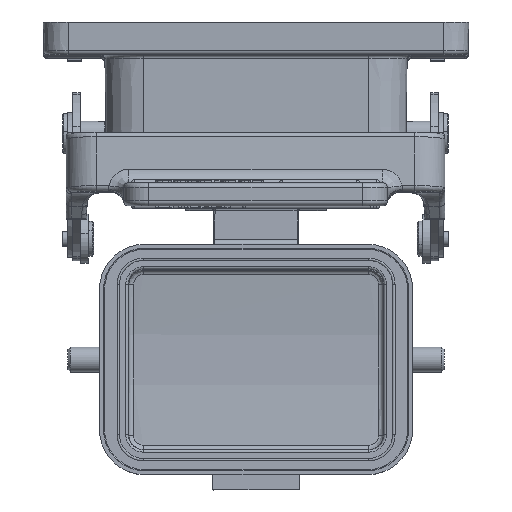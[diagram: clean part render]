
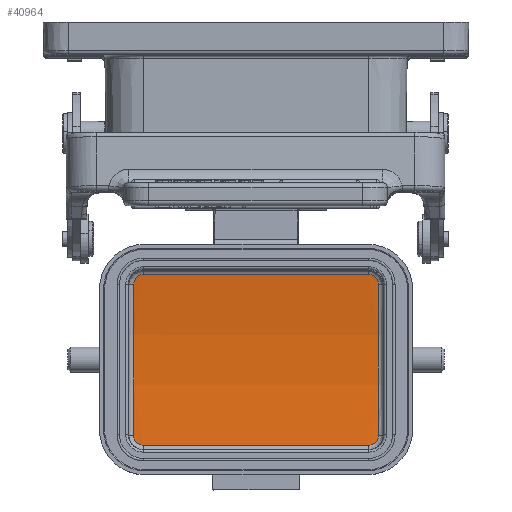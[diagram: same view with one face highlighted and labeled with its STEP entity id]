
A CAD part, top view. The second image highlights one B-rep face of the part: STEP entity #40964.
In plain terms, the highlighted cylindrical face has radius 130.667 mm (diameter 261.335 mm), a partial arc.
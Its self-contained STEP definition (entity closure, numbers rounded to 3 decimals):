
#5241=CARTESIAN_POINT('',(24.42,-26.705,
-46.758));
#5242=CARTESIAN_POINT('',(24.43,-26.563,
-46.742));
#5243=CARTESIAN_POINT('',(24.403,-26.273,
-46.709));
#5244=CARTESIAN_POINT('',(24.198,-25.73,
-46.645));
#5245=CARTESIAN_POINT('',(23.899,-25.335,
-46.597));
#5246=CARTESIAN_POINT('',(23.492,-25.007,
-46.556));
#5247=CARTESIAN_POINT('',(22.968,-24.796,
-46.529));
#5248=CARTESIAN_POINT('',(22.663,-24.759,
-46.524));
#5249=CARTESIAN_POINT('',(22.511,-24.764,
-46.525));
#5266=CARTESIAN_POINT('',(24.42,-56.943,
-46.649));
#5267=CARTESIAN_POINT('',(24.421,-57.113,
-46.629));
#5268=CARTESIAN_POINT('',(24.38,-57.442,
-46.588));
#5269=CARTESIAN_POINT('',(24.181,-57.916,
-46.529));
#5270=CARTESIAN_POINT('',(23.862,-58.325,
-46.476));
#5271=CARTESIAN_POINT('',(23.469,-58.624,
-46.436));
#5272=CARTESIAN_POINT('',(22.979,-58.821,
-46.41));
#5273=CARTESIAN_POINT('',(22.669,-58.859,
-46.404));
#5274=CARTESIAN_POINT('',(22.511,-58.857,
-46.405));
#5276=CARTESIAN_POINT('',(-24.398,-26.68,
-46.756));
#5277=CARTESIAN_POINT('',(-24.399,-26.51,
-46.736));
#5278=CARTESIAN_POINT('',(-24.358,-26.18,
-46.698));
#5279=CARTESIAN_POINT('',(-24.159,-25.706,
-46.642));
#5280=CARTESIAN_POINT('',(-23.84,-25.296,
-46.592));
#5281=CARTESIAN_POINT('',(-23.447,-24.998,
-46.554));
#5282=CARTESIAN_POINT('',(-22.957,-24.8,
-46.529));
#5283=CARTESIAN_POINT('',(-22.647,-24.762,
-46.524));
#5284=CARTESIAN_POINT('',(-22.489,-24.764,
-46.525));
#5286=CARTESIAN_POINT('',(24.42,-41.354,83.085));
#5287=DIRECTION('',(1.,0.,0.));
#5288=DIRECTION('',(0.,-0.119,-0.993));
#5289=AXIS2_PLACEMENT_3D('',#5286,#5287,#5288);
#5334=DIRECTION('',(1.,0.,0.));
#5335=VECTOR('',#5334,45.);
#5336=CARTESIAN_POINT('',(-22.489,-58.857,
-46.405));
#5337=LINE('',#5336,#5335);
#5366=CARTESIAN_POINT('',(-24.398,-56.918,
-46.652));
#5367=CARTESIAN_POINT('',(-24.408,-57.059,
-46.635));
#5368=CARTESIAN_POINT('',(-24.381,-57.349,
-46.6));
#5369=CARTESIAN_POINT('',(-24.176,-57.892,
-46.532));
#5370=CARTESIAN_POINT('',(-23.877,-58.287,
-46.481));
#5371=CARTESIAN_POINT('',(-23.47,-58.614,
-46.437));
#5372=CARTESIAN_POINT('',(-22.946,-58.825,
-46.409));
#5373=CARTESIAN_POINT('',(-22.641,-58.862,
-46.404));
#5374=CARTESIAN_POINT('',(-22.489,-58.857,
-46.405));
#5391=CARTESIAN_POINT('',(-24.398,-41.354,
83.085));
#5392=DIRECTION('',(-1.,0.,0.));
#5393=DIRECTION('',(0.,0.112,-0.994));
#5394=AXIS2_PLACEMENT_3D('',#5391,#5392,#5393);
#5429=DIRECTION('',(-1.,0.,0.));
#5430=VECTOR('',#5429,45.);
#5431=CARTESIAN_POINT('',(22.511,-24.764,
-46.525));
#5432=LINE('',#5431,#5430);
#29860=VERTEX_POINT('',#5241);
#29861=VERTEX_POINT('',#5249);
#29862=CARTESIAN_POINT('',(24.42,-56.943,
-46.649));
#29863=VERTEX_POINT('',#29862);
#29864=VERTEX_POINT('',#5274);
#29865=CARTESIAN_POINT('',(-22.489,-58.857,
-46.405));
#29866=VERTEX_POINT('',#29865);
#29867=VERTEX_POINT('',#5366);
#29868=CARTESIAN_POINT('',(-24.398,-26.68,
-46.756));
#29869=VERTEX_POINT('',#29868);
#29870=VERTEX_POINT('',#5284);
#40942=CARTESIAN_POINT('',(25.399,-41.354,
83.085));
#40943=DIRECTION('',(-1.,0.,0.));
#40944=DIRECTION('',(0.,1.,-0.004));
#40945=AXIS2_PLACEMENT_3D('',#40942,#40943,#40944);
#40946=CYLINDRICAL_SURFACE('',#40945,130.668);
#40947=ORIENTED_EDGE('',*,*,#40932,.F.);
#40949=ORIENTED_EDGE('',*,*,#40948,.F.);
#40951=ORIENTED_EDGE('',*,*,#40950,.T.);
#40953=ORIENTED_EDGE('',*,*,#40952,.F.);
#40955=ORIENTED_EDGE('',*,*,#40954,.F.);
#40957=ORIENTED_EDGE('',*,*,#40956,.F.);
#40959=ORIENTED_EDGE('',*,*,#40958,.T.);
#40961=ORIENTED_EDGE('',*,*,#40960,.F.);
#40962=EDGE_LOOP('',(#40947,#40949,#40951,#40953,#40955,#40957,#40959,#40961));
#40963=FACE_OUTER_BOUND('',#40962,.F.);
#40964=ADVANCED_FACE('',(#40963),#40946,.F.);
#5250=B_SPLINE_CURVE_WITH_KNOTS('',3,(#5241,#5242,#5243,#5244,#5245,#5246,#5247,
#5248,#5249),.UNSPECIFIED.,.F.,.F.,(4,1,1,1,1,1,4),(0.,0.167,
0.333,0.5,0.667,0.833,1.),
.UNSPECIFIED.);
#5275=B_SPLINE_CURVE_WITH_KNOTS('',3,(#5266,#5267,#5268,#5269,#5270,#5271,#5272,
#5273,#5274),.UNSPECIFIED.,.F.,.F.,(4,1,1,1,1,1,4),(0.,0.167,
0.333,0.5,0.667,0.833,1.),
.UNSPECIFIED.);
#5285=B_SPLINE_CURVE_WITH_KNOTS('',3,(#5276,#5277,#5278,#5279,#5280,#5281,#5282,
#5283,#5284),.UNSPECIFIED.,.F.,.F.,(4,1,1,1,1,1,4),(0.,0.167,
0.333,0.5,0.667,0.833,1.),
.UNSPECIFIED.);
#5290=CIRCLE('',#5289,130.668);
#5375=B_SPLINE_CURVE_WITH_KNOTS('',3,(#5366,#5367,#5368,#5369,#5370,#5371,#5372,
#5373,#5374),.UNSPECIFIED.,.F.,.F.,(4,1,1,1,1,1,4),(0.,0.167,
0.333,0.5,0.667,0.833,1.),
.UNSPECIFIED.);
#5395=CIRCLE('',#5394,130.668);
#40932=EDGE_CURVE('',#29860,#29861,#5250,.T.);
#40948=EDGE_CURVE('',#29863,#29860,#5290,.T.);
#40950=EDGE_CURVE('',#29863,#29864,#5275,.T.);
#40952=EDGE_CURVE('',#29866,#29864,#5337,.T.);
#40954=EDGE_CURVE('',#29867,#29866,#5375,.T.);
#40956=EDGE_CURVE('',#29869,#29867,#5395,.T.);
#40958=EDGE_CURVE('',#29869,#29870,#5285,.T.);
#40960=EDGE_CURVE('',#29861,#29870,#5432,.T.);
